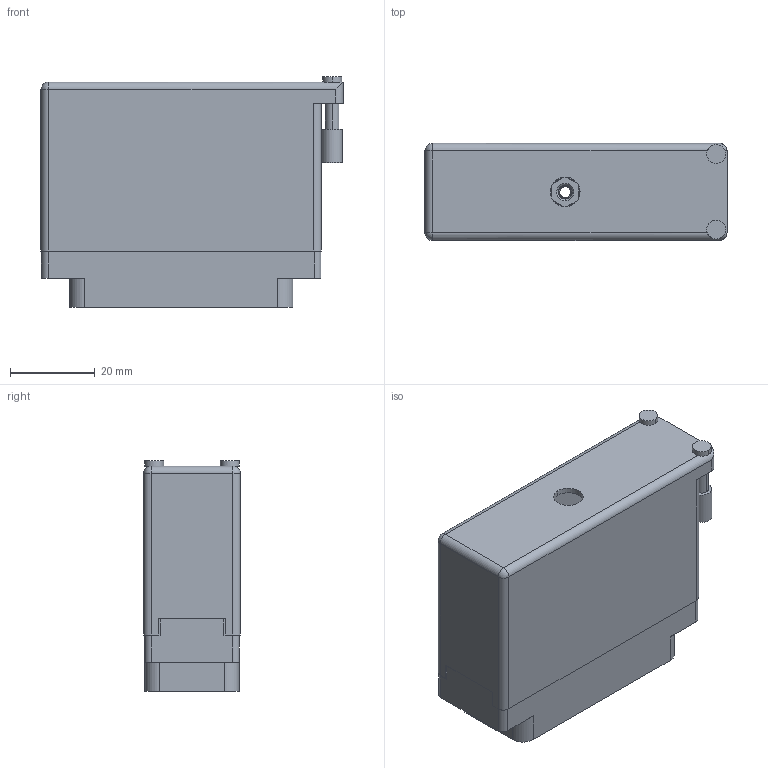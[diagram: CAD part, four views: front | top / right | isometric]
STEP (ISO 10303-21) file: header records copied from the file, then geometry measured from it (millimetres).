
FILE_DESCRIPTION (( 'STEP AP203' ), '1' );
FILE_NAME ('516-056-542-556.STEP', '2020-03-10T15:13:47', ( '' ), ( '' ), 'SwSTEP 2.0', 'SolidWorks 2016', '' );
FILE_SCHEMA (( 'CONFIG_CONTROL_DESIGN' ));
Length unit declared in the file: inch
Products named in the file (5): 516-056-542-556; 516-292-001_542 Contact; 516-230-001_Metal - 056 Side Entry; 516 Plug Insulator_056; 516-252-035-100_516-252-035-100
Assembly tree (59 placements, depth 2):
  516-056-542-556
    516 Plug Insulator_056
    516-292-001_542 Contact  x56
    516-230-001_Metal - 056 Side Entry
    516-252-035-100_516-252-035-100
Bounding box: 71.12 x 22.83 x 54.31 mm (x, y, z)
Volume: 24643.9 mm3; surface area: 44716.8 mm2
Topology: 59 solids, 59 shells, 5365 faces, 15549 edges, 10320 vertices
Faces by surface type: plane 3293, cylinder 1716, bspline 342, cone 12, sphere 2
Entity records: 51579 total; most frequent: CARTESIAN_POINT 11076, ORIENTED_EDGE 8214, DIRECTION 7921, EDGE_CURVE 4107, VECTOR 3025, LINE 3025, VERTEX_POINT 2730, AXIS2_PLACEMENT_3D 2448
